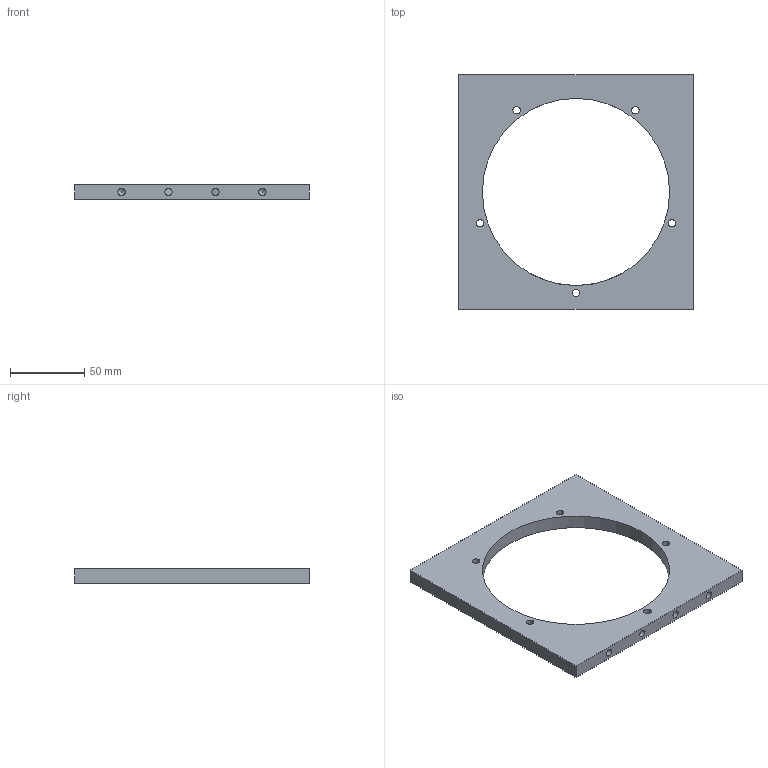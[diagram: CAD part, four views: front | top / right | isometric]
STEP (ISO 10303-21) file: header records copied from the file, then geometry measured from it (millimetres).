
FILE_DESCRIPTION(/* description */ (''),/* implementation_level */ '2;1');
FILE_NAME(/* name */ 'speaker_mount_face.stp',/* time_stamp */ '2019-03-12T14:22:47-04:00',/* author */ ('Wilson Lab'),/* organization */ (''),/* preprocessor_version */ 'ST-DEVELOPER v17',/* originating_system */ 'Autodesk Inventor 2019',/* authorisation */ '');
FILE_SCHEMA (('AUTOMOTIVE_DESIGN { 1 0 10303 214 3 1 1 }'));
Length unit declared in the file: millimetre
Products named in the file (1): face_part
Bounding box: 158 x 158 x 9.53 mm (x, y, z)
Volume: 116614.9 mm3; surface area: 36419.6 mm2
Topology: 1 solids, 1 shells, 18 faces, 57 edges, 41 vertices
Faces by surface type: cylinder 10, plane 6, cone 2
Full cylindrical faces by diameter (mm): 4.978 x4, 5 x5, 126 x1
Entity records: 785 total; most frequent: CARTESIAN_POINT 181, DIRECTION 120, ORIENTED_EDGE 110, EDGE_CURVE 55, AXIS2_PLACEMENT_3D 48, VERTEX_POINT 41, EDGE_LOOP 36, CIRCLE 29
